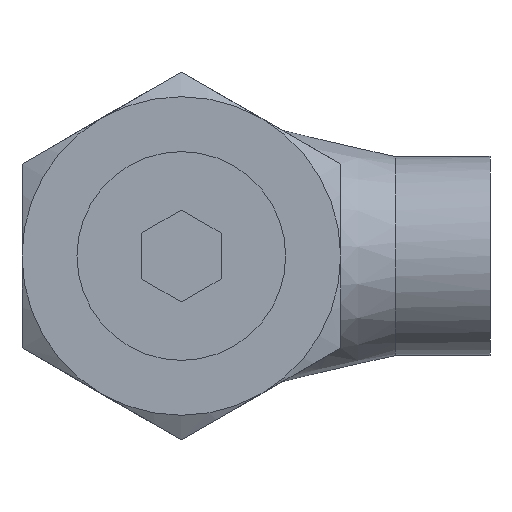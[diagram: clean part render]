
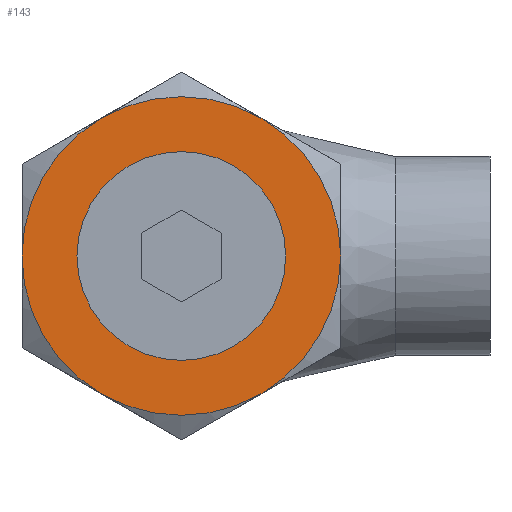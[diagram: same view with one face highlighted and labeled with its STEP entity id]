
A CAD part, front view. The second image highlights one B-rep face of the part: STEP entity #143.
In plain terms, the highlighted planar face has unit normal (0, -1, 0).
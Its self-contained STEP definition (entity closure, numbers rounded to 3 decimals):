
#143 = ADVANCED_FACE( '', ( #317, #318 ), #319, .F. );
#317 = FACE_BOUND( '', #532, .T. );
#318 = FACE_OUTER_BOUND( '', #533, .T. );
#319 = PLANE( '', #534 );
#532 = EDGE_LOOP( '', ( #850 ) );
#533 = EDGE_LOOP( '', ( #851, #852, #853, #854, #855, #856 ) );
#534 = AXIS2_PLACEMENT_3D( '', #857, #858, #859 );
#850 = ORIENTED_EDGE( '', *, *, #1172, .F. );
#851 = ORIENTED_EDGE( '', *, *, #1173, .T. );
#852 = ORIENTED_EDGE( '', *, *, #1174, .T. );
#853 = ORIENTED_EDGE( '', *, *, #1175, .T. );
#854 = ORIENTED_EDGE( '', *, *, #1143, .T. );
#855 = ORIENTED_EDGE( '', *, *, #1176, .T. );
#856 = ORIENTED_EDGE( '', *, *, #1177, .T. );
#857 = CARTESIAN_POINT( '', ( 16., 0., 0. ) );
#858 = DIRECTION( '', ( 0., 1., 0. ) );
#859 = DIRECTION( '', ( 0., 0., 1. ) );
#1143 = EDGE_CURVE( '', #1341, #1344, #1346, .T. );
#1172 = EDGE_CURVE( '', #1386, #1386, #1387, .T. );
#1173 = EDGE_CURVE( '', #1267, #1374, #1388, .T. );
#1174 = EDGE_CURVE( '', #1374, #1317, #1389, .T. );
#1175 = EDGE_CURVE( '', #1317, #1341, #1390, .T. );
#1176 = EDGE_CURVE( '', #1344, #1295, #1391, .T. );
#1177 = EDGE_CURVE( '', #1295, #1267, #1392, .T. );
#1267 = VERTEX_POINT( '', #1531 );
#1295 = VERTEX_POINT( '', #1598 );
#1317 = VERTEX_POINT( '', #1644 );
#1341 = VERTEX_POINT( '', #1681 );
#1344 = VERTEX_POINT( '', #1691 );
#1346 = CIRCLE( '', #1700, 16. );
#1374 = VERTEX_POINT( '', #1734 );
#1386 = VERTEX_POINT( '', #1772 );
#1387 = CIRCLE( '', #1773, 10.48 );
#1388 = CIRCLE( '', #1774, 16. );
#1389 = CIRCLE( '', #1775, 16. );
#1390 = CIRCLE( '', #1776, 16. );
#1391 = CIRCLE( '', #1777, 16. );
#1392 = CIRCLE( '', #1778, 16. );
#1531 = CARTESIAN_POINT( '', ( 8., 0., -13.856 ) );
#1598 = CARTESIAN_POINT( '', ( -8., 0., -13.856 ) );
#1644 = CARTESIAN_POINT( '', ( 8., 0., 13.856 ) );
#1681 = CARTESIAN_POINT( '', ( -8., 0., 13.856 ) );
#1691 = CARTESIAN_POINT( '', ( -16., 0., 0. ) );
#1700 = AXIS2_PLACEMENT_3D( '', #1927, #1928, #1929 );
#1734 = CARTESIAN_POINT( '', ( 16., 0., 0. ) );
#1772 = CARTESIAN_POINT( '', ( 0., 0., -10.48 ) );
#1773 = AXIS2_PLACEMENT_3D( '', #1960, #1961, #1962 );
#1774 = AXIS2_PLACEMENT_3D( '', #1963, #1964, #1965 );
#1775 = AXIS2_PLACEMENT_3D( '', #1966, #1967, #1968 );
#1776 = AXIS2_PLACEMENT_3D( '', #1969, #1970, #1971 );
#1777 = AXIS2_PLACEMENT_3D( '', #1972, #1973, #1974 );
#1778 = AXIS2_PLACEMENT_3D( '', #1975, #1976, #1977 );
#1927 = CARTESIAN_POINT( '', ( 0., 0., 0. ) );
#1928 = DIRECTION( '', ( 0., -1., 0. ) );
#1929 = DIRECTION( '', ( 0., 0., -1. ) );
#1960 = CARTESIAN_POINT( '', ( 0., 0., 0. ) );
#1961 = DIRECTION( '', ( 0., -1., 0. ) );
#1962 = DIRECTION( '', ( 0., 0., -1. ) );
#1963 = CARTESIAN_POINT( '', ( 0., 0., 0. ) );
#1964 = DIRECTION( '', ( 0., -1., 0. ) );
#1965 = DIRECTION( '', ( 0., 0., -1. ) );
#1966 = CARTESIAN_POINT( '', ( 0., 0., 0. ) );
#1967 = DIRECTION( '', ( 0., -1., 0. ) );
#1968 = DIRECTION( '', ( 0., 0., -1. ) );
#1969 = CARTESIAN_POINT( '', ( 0., 0., 0. ) );
#1970 = DIRECTION( '', ( 0., -1., 0. ) );
#1971 = DIRECTION( '', ( 0., 0., -1. ) );
#1972 = CARTESIAN_POINT( '', ( 0., 0., 0. ) );
#1973 = DIRECTION( '', ( 0., -1., 0. ) );
#1974 = DIRECTION( '', ( 0., 0., -1. ) );
#1975 = CARTESIAN_POINT( '', ( 0., 0., 0. ) );
#1976 = DIRECTION( '', ( 0., -1., 0. ) );
#1977 = DIRECTION( '', ( 0., 0., -1. ) );
